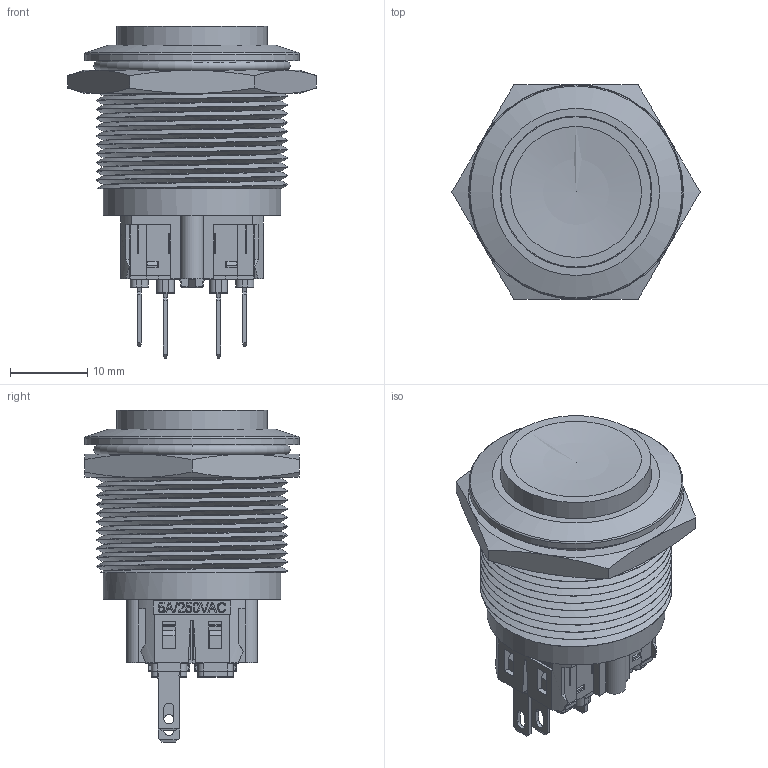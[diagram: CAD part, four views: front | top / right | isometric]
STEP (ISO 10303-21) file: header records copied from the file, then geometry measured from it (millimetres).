
FILE_DESCRIPTION(/* description */ (''),/* implementation_level */ '2;1');
FILE_NAME(/* name */ 'J25-222-ZZT.stp',/* time_stamp */ '2021-11-24T08:55:23+08:00',/* author */ (''),/* organization */ (''),/* preprocessor_version */ 'ST-DEVELOPER v11',/* originating_system */ 'SIEMENS UGS NX 6.0',/* authorisation */ '');
FILE_SCHEMA (('CONFIG_CONTROL_DESIGN'));
Length unit declared in the file: millimetre
Products named in the file (12): JH8.683.034; JH8.683.036; JH8.382.092; JH7.370.312; JH8.382.077; JH7.370.309; JH8.382.073; JH4.135.000; 1-WD; JH7.870.070; JH7.800.070; J25-222-ZZT
Assembly tree (18 placements, depth 2):
  J25-222-ZZT
    JH7.800.070  x2
    JH7.870.070  x2
    1-WD
    JH4.135.000  x2
    JH8.382.073  x2
    JH7.370.309  x2
    JH8.382.077  x2
    JH7.370.312
    JH8.382.092
    JH8.683.036  x2
    JH8.683.034
Bounding box: 32.22 x 27.9 x 43.1 mm (x, y, z)
Volume: 16146.1 mm3; surface area: 31317.7 mm2
Topology: 74 solids, 74 shells, 5532 faces, 15171 edges, 9846 vertices
Faces by surface type: plane 4303, cylinder 895, torus 107, cone 90, extrusion 72, sphere 37, bspline 28
Full cylindrical faces by diameter (mm): 0.002 x6, 1 x43, 1.1 x4, 1.6 x27, 1.7 x3, 4.3 x3, 8.7 x1, 9.4 x1, 9.5 x1, 10.9 x1, 13 x1, 13.2 x2, 14 x1, 14.7 x1, 15 x2, 15.72 x2, 15.8 x2, 15.85 x2, 16.8 x2, 16.92 x2, 19.1 x2, 19.5 x2, 19.7 x2, 20.5 x2, 22.2 x2, 22.3 x2, 23.1 x30, 27.8 x2
Entity records: 112658 total; most frequent: CARTESIAN_POINT 24419, ORIENTED_EDGE 18456, DIRECTION 16992, EDGE_CURVE 9228, VECTOR 7682, LINE 7646, VERTEX_POINT 6044, AXIS2_PLACEMENT_3D 4655
